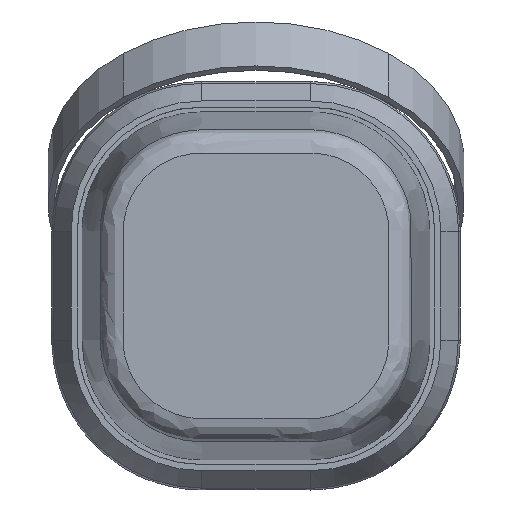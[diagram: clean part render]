
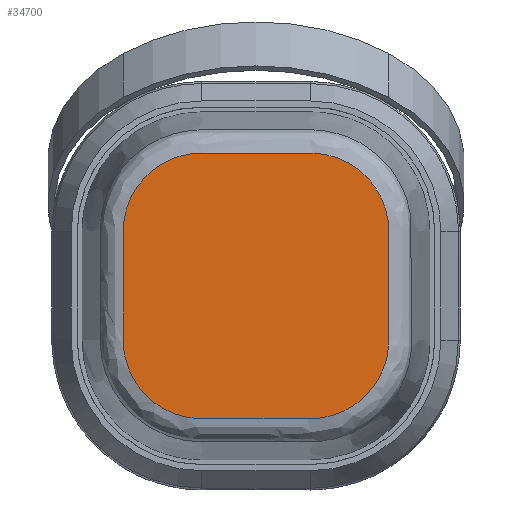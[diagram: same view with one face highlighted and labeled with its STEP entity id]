
A CAD part, front view. The second image highlights one B-rep face of the part: STEP entity #34700.
In plain terms, the highlighted planar face has unit normal (0, -1, 0).
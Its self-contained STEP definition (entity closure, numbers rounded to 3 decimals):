
#2412=PLANE('',#37095);
#4173=FACE_OUTER_BOUND('',#6292,.T.);
#6292=EDGE_LOOP('',(#30841));
#14643=B_SPLINE_CURVE_WITH_KNOTS('',3,(#63499,#63500,#63501,#63502,#63503,
#63504,#63505,#63506,#63507,#63508,#63509,#63510,#63511,#63512,#63513,#63514,
#63515,#63516,#63517,#63518,#63519,#63520,#63521,#63522,#63523,#63524,#63525,
#63526,#63527,#63528,#63529,#63530,#63531,#63532,#63533,#63534,#63535,#63536,
#63537,#63538,#63539,#63540,#63541,#63542,#63543,#63544,#63545,#63546,#63547,
#63548,#63549,#63550,#63551,#63552,#63553,#63554,#63555,#63556,#63557,#63558,
#63559,#63560,#63561,#63562,#63563,#63564,#63565,#63566,#63567,#63568,#63569,
#63570,#63571,#63572,#63573,#63574,#63575,#63576,#63577,#63578,#63579,#63580,
#63581,#63582,#63583,#63584,#63585,#63586,#63587,#63588,#63589,#63590,#63591),
 .UNSPECIFIED.,.T.,.F.,(4,2,2,2,3,2,2,2,2,3,2,2,2,2,3,2,2,2,2,3,2,2,2,3,
2,2,2,2,2,2,2,3,2,2,2,3,2,2,2,2,2,2,4),(-1.,-0.956,-0.922,
-0.894,-0.882,-0.862,-0.841,
-0.808,-0.779,-0.75,-0.722,
-0.694,-0.671,-0.644,-0.633,
-0.611,-0.59,-0.557,-0.533,
-0.5,-0.466,-0.432,-0.4,
-0.383,-0.357,-0.34,-0.32,
-0.307,-0.296,-0.275,-0.265,
-0.25,-0.216,-0.176,-0.153,
-0.133,-0.112,-0.092,-0.077,
-0.061,-0.045,-0.022,0.),
 .UNSPECIFIED.);
#17421=VERTEX_POINT('',#63403);
#21999=EDGE_CURVE('',#17421,#17421,#14643,.T.);
#30841=ORIENTED_EDGE('',*,*,#21999,.F.);
#34700=ADVANCED_FACE('',(#4173),#2412,.F.);
#37095=AXIS2_PLACEMENT_3D('',#63733,#43474,#43475);
#43474=DIRECTION('center_axis',(0.,1.,0.));
#43475=DIRECTION('ref_axis',(0.,0.,1.));
#63403=CARTESIAN_POINT('',(-42.734,-63.,-17.5));
#63499=CARTESIAN_POINT('Ctrl Pts',(-42.734,-63.,-17.5));
#63500=CARTESIAN_POINT('Ctrl Pts',(-42.734,-63.,-13.099));
#63501=CARTESIAN_POINT('Ctrl Pts',(-42.734,-63.,-8.697));
#63502=CARTESIAN_POINT('Ctrl Pts',(-42.734,-63.,-0.973));
#63503=CARTESIAN_POINT('Ctrl Pts',(-42.734,-63.,2.351));
#63504=CARTESIAN_POINT('Ctrl Pts',(-42.734,-63.,8.452));
#63505=CARTESIAN_POINT('Ctrl Pts',(-42.734,-63.,11.227));
#63506=CARTESIAN_POINT('Ctrl Pts',(-42.734,-63.,15.174));
#63507=CARTESIAN_POINT('Ctrl Pts',(-42.734,-63.,16.338));
#63508=CARTESIAN_POINT('Ctrl Pts',(-42.734,-63.,17.5));
#63509=CARTESIAN_POINT('Ctrl Pts',(-42.734,-63.,19.568));
#63510=CARTESIAN_POINT('Ctrl Pts',(-42.48,-63.,21.636));
#63511=CARTESIAN_POINT('Ctrl Pts',(-41.461,-63.,25.684));
#63512=CARTESIAN_POINT('Ctrl Pts',(-40.695,-63.,27.65));
#63513=CARTESIAN_POINT('Ctrl Pts',(-38.167,-63.,32.341));
#63514=CARTESIAN_POINT('Ctrl Pts',(-36.015,-63.,34.953));
#63515=CARTESIAN_POINT('Ctrl Pts',(-31.283,-63.,38.83));
#63516=CARTESIAN_POINT('Ctrl Pts',(-28.72,-63.,40.283));
#63517=CARTESIAN_POINT('Ctrl Pts',(-23.285,-63.,42.233));
#63518=CARTESIAN_POINT('Ctrl Pts',(-20.392,-63.,42.734));
#63519=CARTESIAN_POINT('Ctrl Pts',(-17.5,-63.,42.734));
#63520=CARTESIAN_POINT('Ctrl Pts',(-14.73,-63.,42.734));
#63521=CARTESIAN_POINT('Ctrl Pts',(-11.954,-63.,42.734));
#63522=CARTESIAN_POINT('Ctrl Pts',(-6.402,-63.,42.734));
#63523=CARTESIAN_POINT('Ctrl Pts',(-3.629,-63.,42.734));
#63524=CARTESIAN_POINT('Ctrl Pts',(1.424,-63.,42.734));
#63525=CARTESIAN_POINT('Ctrl Pts',(3.698,-63.,42.734));
#63526=CARTESIAN_POINT('Ctrl Pts',(8.72,-63.,42.734));
#63527=CARTESIAN_POINT('Ctrl Pts',(11.463,-63.,42.734));
#63528=CARTESIAN_POINT('Ctrl Pts',(15.302,-63.,42.734));
#63529=CARTESIAN_POINT('Ctrl Pts',(16.4,-63.,42.734));
#63530=CARTESIAN_POINT('Ctrl Pts',(17.5,-63.,42.734));
#63531=CARTESIAN_POINT('Ctrl Pts',(19.604,-63.,42.734));
#63532=CARTESIAN_POINT('Ctrl Pts',(21.706,-63.,42.471));
#63533=CARTESIAN_POINT('Ctrl Pts',(25.817,-63.,41.418));
#63534=CARTESIAN_POINT('Ctrl Pts',(27.812,-63.,40.626));
#63535=CARTESIAN_POINT('Ctrl Pts',(32.513,-63.,38.043));
#63536=CARTESIAN_POINT('Ctrl Pts',(35.106,-63.,35.869));
#63537=CARTESIAN_POINT('Ctrl Pts',(38.69,-63.,31.419));
#63538=CARTESIAN_POINT('Ctrl Pts',(39.966,-63.,29.252));
#63539=CARTESIAN_POINT('Ctrl Pts',(42.111,-63.,23.949));
#63540=CARTESIAN_POINT('Ctrl Pts',(42.734,-63.,20.725));
#63541=CARTESIAN_POINT('Ctrl Pts',(42.734,-63.,17.5));
#63542=CARTESIAN_POINT('Ctrl Pts',(42.734,-63.,14.124));
#63543=CARTESIAN_POINT('Ctrl Pts',(42.734,-63.,10.738));
#63544=CARTESIAN_POINT('Ctrl Pts',(42.734,-63.,3.954));
#63545=CARTESIAN_POINT('Ctrl Pts',(42.734,-63.,0.537));
#63546=CARTESIAN_POINT('Ctrl Pts',(42.734,-63.,-5.992));
#63547=CARTESIAN_POINT('Ctrl Pts',(42.734,-63.,-9.099));
#63548=CARTESIAN_POINT('Ctrl Pts',(42.734,-63.,-13.963));
#63549=CARTESIAN_POINT('Ctrl Pts',(42.734,-63.,-15.728));
#63550=CARTESIAN_POINT('Ctrl Pts',(42.734,-63.,-17.5));
#63551=CARTESIAN_POINT('Ctrl Pts',(42.734,-63.,-20.054));
#63552=CARTESIAN_POINT('Ctrl Pts',(42.344,-63.,-22.613));
#63553=CARTESIAN_POINT('Ctrl Pts',(41.075,-63.,-26.649));
#63554=CARTESIAN_POINT('Ctrl Pts',(40.423,-63.,-28.176));
#63555=CARTESIAN_POINT('Ctrl Pts',(38.651,-63.,-31.414));
#63556=CARTESIAN_POINT('Ctrl Pts',(37.431,-63.,-33.115));
#63557=CARTESIAN_POINT('Ctrl Pts',(35.197,-63.,-35.529));
#63558=CARTESIAN_POINT('Ctrl Pts',(34.307,-63.,-36.361));
#63559=CARTESIAN_POINT('Ctrl Pts',(32.508,-63.,-37.816));
#63560=CARTESIAN_POINT('Ctrl Pts',(31.596,-63.,-38.46));
#63561=CARTESIAN_POINT('Ctrl Pts',(28.801,-63.,-40.165));
#63562=CARTESIAN_POINT('Ctrl Pts',(26.806,-63.,-41.053));
#63563=CARTESIAN_POINT('Ctrl Pts',(23.875,-63.,-41.933));
#63564=CARTESIAN_POINT('Ctrl Pts',(22.976,-63.,-42.15));
#63565=CARTESIAN_POINT('Ctrl Pts',(20.559,-63.,-42.595));
#63566=CARTESIAN_POINT('Ctrl Pts',(19.03,-63.,-42.734));
#63567=CARTESIAN_POINT('Ctrl Pts',(17.5,-63.,-42.734));
#63568=CARTESIAN_POINT('Ctrl Pts',(14.148,-63.,-42.734));
#63569=CARTESIAN_POINT('Ctrl Pts',(10.785,-63.,-42.734));
#63570=CARTESIAN_POINT('Ctrl Pts',(3.46,-63.,-42.734));
#63571=CARTESIAN_POINT('Ctrl Pts',(-0.51,-63.,-42.734));
#63572=CARTESIAN_POINT('Ctrl Pts',(-6.773,-63.,-42.734));
#63573=CARTESIAN_POINT('Ctrl Pts',(-9.067,-63.,-42.734));
#63574=CARTESIAN_POINT('Ctrl Pts',(-13.406,-63.,-42.734));
#63575=CARTESIAN_POINT('Ctrl Pts',(-15.455,-63.,-42.734));
#63576=CARTESIAN_POINT('Ctrl Pts',(-17.5,-63.,-42.734));
#63577=CARTESIAN_POINT('Ctrl Pts',(-19.516,-63.,-42.734));
#63578=CARTESIAN_POINT('Ctrl Pts',(-21.539,-63.,-42.49));
#63579=CARTESIAN_POINT('Ctrl Pts',(-25.462,-63.,-41.53));
#63580=CARTESIAN_POINT('Ctrl Pts',(-27.379,-63.,-40.809));
#63581=CARTESIAN_POINT('Ctrl Pts',(-30.472,-63.,-39.193));
#63582=CARTESIAN_POINT('Ctrl Pts',(-31.7,-63.,-38.409));
#63583=CARTESIAN_POINT('Ctrl Pts',(-34.135,-63.,-36.544));
#63584=CARTESIAN_POINT('Ctrl Pts',(-35.342,-63.,-35.419));
#63585=CARTESIAN_POINT('Ctrl Pts',(-37.515,-63.,-32.955));
#63586=CARTESIAN_POINT('Ctrl Pts',(-38.48,-63.,-31.616));
#63587=CARTESIAN_POINT('Ctrl Pts',(-40.418,-63.,-28.29));
#63588=CARTESIAN_POINT('Ctrl Pts',(-41.289,-63.,-26.204));
#63589=CARTESIAN_POINT('Ctrl Pts',(-42.44,-63.,-21.929));
#63590=CARTESIAN_POINT('Ctrl Pts',(-42.734,-63.,-19.705));
#63591=CARTESIAN_POINT('Ctrl Pts',(-42.734,-63.,-17.5));
#63733=CARTESIAN_POINT('Origin',(-4.5,-63.,-1.591));
